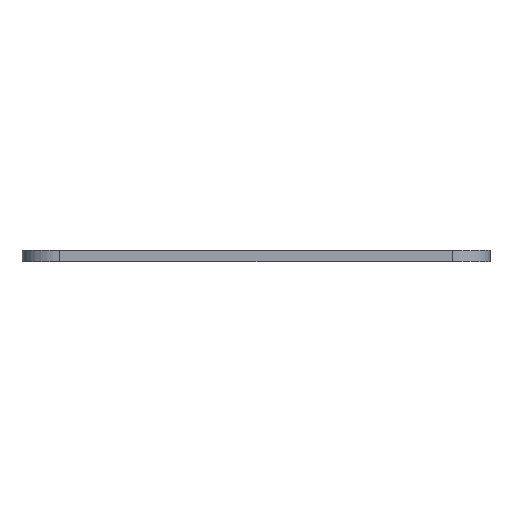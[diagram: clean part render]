
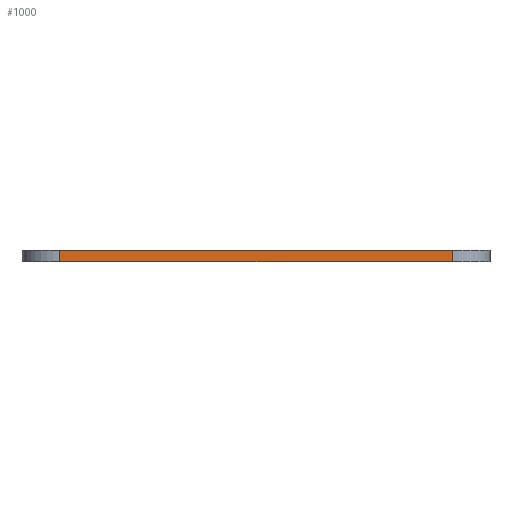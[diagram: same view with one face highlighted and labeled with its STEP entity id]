
A CAD part, front view. The second image highlights one B-rep face of the part: STEP entity #1000.
In plain terms, the highlighted planar face has unit normal (0, -1, 0).
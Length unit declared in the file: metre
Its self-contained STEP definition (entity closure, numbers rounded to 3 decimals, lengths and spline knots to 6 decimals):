
#248=ORIENTED_EDGE('',*,*,#494,.F.);
#249=ORIENTED_EDGE('',*,*,#495,.T.);
#250=ORIENTED_EDGE('',*,*,#496,.T.);
#251=ORIENTED_EDGE('',*,*,#497,.T.);
#494=EDGE_CURVE('',#600,#601,#690,.T.);
#495=EDGE_CURVE('',#600,#602,#691,.F.);
#496=EDGE_CURVE('',#602,#603,#692,.T.);
#497=EDGE_CURVE('',#603,#601,#693,.T.);
#600=VERTEX_POINT('',#1677);
#601=VERTEX_POINT('',#1678);
#602=VERTEX_POINT('',#1680);
#603=VERTEX_POINT('',#1682);
#690=LINE('',#1676,#782);
#691=LINE('',#1679,#783);
#692=LINE('',#1681,#784);
#693=LINE('',#1683,#785);
#782=VECTOR('',#1376,1.);
#783=VECTOR('',#1377,1.);
#784=VECTOR('',#1378,1.);
#785=VECTOR('',#1379,1.);
#834=EDGE_LOOP('',(#248,#249,#250,#251));
#906=FACE_BOUND('',#834,.T.);
#954=PLANE('',#1105);
#1000=ADVANCED_FACE('',(#906),#954,.T.);
#1105=AXIS2_PLACEMENT_3D('',#1675,#1374,#1375);
#1374=DIRECTION('',(0.,-1.,0.));
#1375=DIRECTION('',(1.,0.,0.));
#1376=DIRECTION('',(-1.,0.,0.));
#1377=DIRECTION('',(0.,0.,-1.));
#1378=DIRECTION('',(-1.,0.,0.));
#1379=DIRECTION('',(0.,0.,-1.));
#1675=CARTESIAN_POINT('',(0.,-0.04825,0.0015));
#1676=CARTESIAN_POINT('',(0.,-0.04825,0.));
#1677=CARTESIAN_POINT('',(0.026,-0.04825,0.));
#1678=CARTESIAN_POINT('',(-0.026,-0.04825,0.));
#1679=CARTESIAN_POINT('',(0.026,-0.04825,0.0015));
#1680=CARTESIAN_POINT('',(0.026,-0.04825,0.0015));
#1681=CARTESIAN_POINT('',(0.,-0.04825,0.0015));
#1682=CARTESIAN_POINT('',(-0.026,-0.04825,0.0015));
#1683=CARTESIAN_POINT('',(-0.026,-0.04825,0.));
